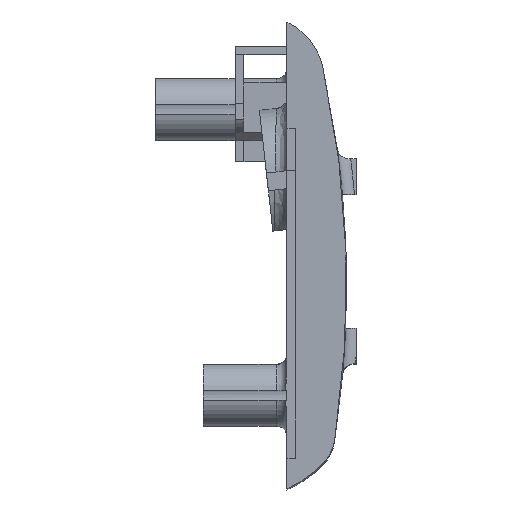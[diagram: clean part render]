
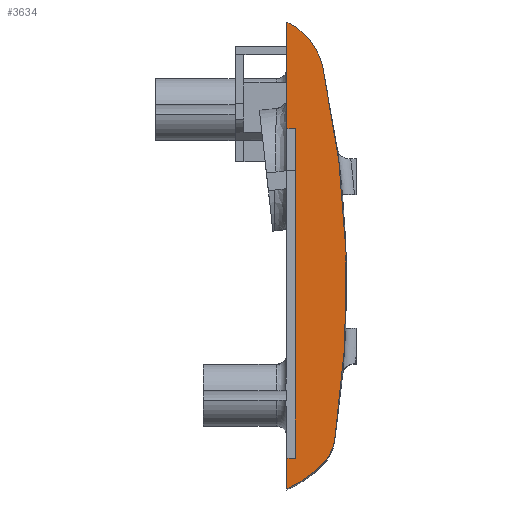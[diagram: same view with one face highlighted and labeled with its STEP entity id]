
A CAD part, top view. The second image highlights one B-rep face of the part: STEP entity #3634.
In plain terms, the highlighted planar face has unit normal (0, 0, 1).
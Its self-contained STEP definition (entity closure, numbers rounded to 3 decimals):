
#175=PLANE('',#3921);
#414=FACE_OUTER_BOUND('',#616,.T.);
#616=EDGE_LOOP('',(#3339,#3340,#3341,#3342,#3343,#3344,#3345,#3346,#3347));
#712=LINE('',#5698,#1095);
#716=LINE('',#5706,#1099);
#849=LINE('',#6048,#1232);
#862=LINE('',#6073,#1245);
#864=LINE('',#6076,#1247);
#1095=VECTOR('',#4186,10.);
#1099=VECTOR('',#4190,10.);
#1232=VECTOR('',#4443,10.);
#1245=VECTOR('',#4470,10.);
#1247=VECTOR('',#4474,10.);
#1414=CIRCLE('',#3695,84.837);
#1486=CIRCLE('',#3922,9.49);
#1487=CIRCLE('',#3923,3.665);
#1488=CIRCLE('',#3924,5.458);
#1534=VERTEX_POINT('',#5065);
#1535=VERTEX_POINT('',#5067);
#1629=VERTEX_POINT('',#5695);
#1630=VERTEX_POINT('',#5697);
#1633=VERTEX_POINT('',#5703);
#1634=VERTEX_POINT('',#5705);
#1746=VERTEX_POINT('',#6045);
#1747=VERTEX_POINT('',#6047);
#1834=VERTEX_POINT('',#6403);
#1890=EDGE_CURVE('',#1534,#1535,#1414,.T.);
#2008=EDGE_CURVE('',#1629,#1630,#712,.T.);
#2012=EDGE_CURVE('',#1633,#1634,#716,.T.);
#2175=EDGE_CURVE('',#1747,#1746,#849,.T.);
#2188=EDGE_CURVE('',#1746,#1634,#862,.T.);
#2190=EDGE_CURVE('',#1629,#1747,#864,.T.);
#2350=EDGE_CURVE('',#1834,#1633,#1486,.T.);
#2351=EDGE_CURVE('',#1535,#1834,#1487,.T.);
#2352=EDGE_CURVE('',#1630,#1534,#1488,.T.);
#3339=ORIENTED_EDGE('',*,*,#2188,.T.);
#3340=ORIENTED_EDGE('',*,*,#2012,.F.);
#3341=ORIENTED_EDGE('',*,*,#2350,.F.);
#3342=ORIENTED_EDGE('',*,*,#2351,.F.);
#3343=ORIENTED_EDGE('',*,*,#1890,.F.);
#3344=ORIENTED_EDGE('',*,*,#2352,.F.);
#3345=ORIENTED_EDGE('',*,*,#2008,.F.);
#3346=ORIENTED_EDGE('',*,*,#2190,.T.);
#3347=ORIENTED_EDGE('',*,*,#2175,.T.);
#3634=ADVANCED_FACE('',(#414),#175,.T.);
#3695=AXIS2_PLACEMENT_3D('',#5068,#4030,#4031);
#3921=AXIS2_PLACEMENT_3D('',#6402,#4824,#4825);
#3922=AXIS2_PLACEMENT_3D('',#6404,#4826,#4827);
#3923=AXIS2_PLACEMENT_3D('',#6405,#4828,#4829);
#3924=AXIS2_PLACEMENT_3D('',#6406,#4830,#4831);
#4030=DIRECTION('center_axis',(0.,0.,-1.));
#4031=DIRECTION('ref_axis',(0.988,-0.153,0.));
#4186=DIRECTION('',(0.,1.,0.));
#4190=DIRECTION('',(0.,1.,0.));
#4443=DIRECTION('',(0.,-1.,0.));
#4470=DIRECTION('',(-1.,0.,0.));
#4474=DIRECTION('',(1.,0.,0.));
#4824=DIRECTION('center_axis',(0.,0.,1.));
#4825=DIRECTION('ref_axis',(1.,0.,0.));
#4826=DIRECTION('center_axis',(0.,0.,-1.));
#4827=DIRECTION('ref_axis',(0.399,-0.917,0.));
#4828=DIRECTION('center_axis',(0.,0.,-1.));
#4829=DIRECTION('ref_axis',(0.715,-0.699,0.));
#4830=DIRECTION('center_axis',(0.,0.,-1.));
#4831=DIRECTION('ref_axis',(0.976,0.216,0.));
#5065=CARTESIAN_POINT('',(19.817,16.2,58.8));
#5067=CARTESIAN_POINT('',(20.817,-15.1,58.8));
#5068=CARTESIAN_POINT('Origin',(-63.02,-2.113,58.8));
#5695=CARTESIAN_POINT('',(16.817,11.,58.8));
#5697=CARTESIAN_POINT('',(16.817,19.958,58.8));
#5698=CARTESIAN_POINT('',(16.817,10.176,58.8));
#5703=CARTESIAN_POINT('',(16.817,-19.17,58.8));
#5705=CARTESIAN_POINT('',(16.817,-16.6,58.8));
#5706=CARTESIAN_POINT('',(16.817,10.176,58.8));
#6045=CARTESIAN_POINT('',(17.517,-16.6,58.8));
#6047=CARTESIAN_POINT('',(17.517,11.,58.8));
#6048=CARTESIAN_POINT('',(17.517,-1.203,58.8));
#6073=CARTESIAN_POINT('',(8.409,-16.6,58.8));
#6076=CARTESIAN_POINT('',(8.409,11.,58.8));
#6402=CARTESIAN_POINT('Origin',(0.,0.394,
58.8));
#6403=CARTESIAN_POINT('',(19.817,-17.1,58.8));
#6404=CARTESIAN_POINT('Origin',(13.028,-10.469,58.8));
#6405=CARTESIAN_POINT('Origin',(17.195,-14.539,58.8));
#6406=CARTESIAN_POINT('Origin',(14.488,15.022,58.8));
